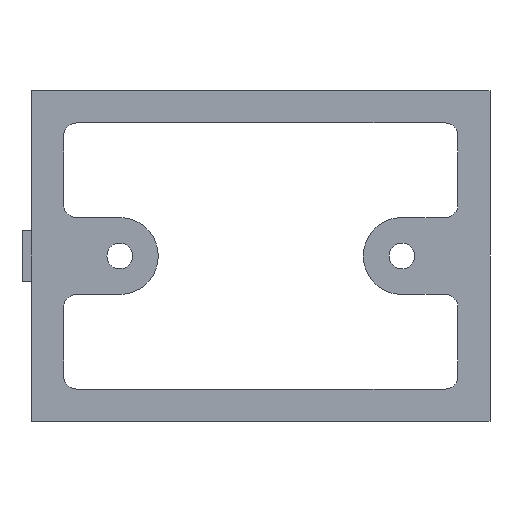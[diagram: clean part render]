
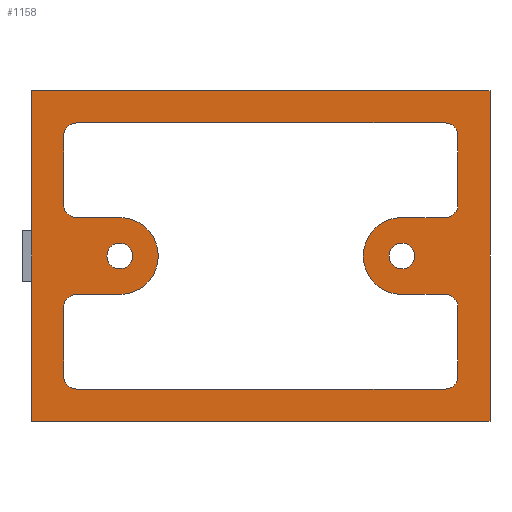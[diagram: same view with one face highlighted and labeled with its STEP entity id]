
A CAD part, front view. The second image highlights one B-rep face of the part: STEP entity #1158.
In plain terms, the highlighted planar face has unit normal (0, -1, 0).
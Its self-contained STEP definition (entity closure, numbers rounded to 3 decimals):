
#15=FACE_BOUND('',#184,.T.);
#16=FACE_BOUND('',#185,.T.);
#17=FACE_BOUND('',#186,.T.);
#27=CIRCLE('',#1214,2.);
#29=CIRCLE('',#1217,2.);
#31=CIRCLE('',#1220,6.);
#33=CIRCLE('',#1224,2.);
#35=CIRCLE('',#1228,2.);
#37=CIRCLE('',#1232,2.);
#39=CIRCLE('',#1236,2.);
#41=CIRCLE('',#1240,6.);
#43=CIRCLE('',#1244,2.);
#45=CIRCLE('',#1248,2.);
#47=CIRCLE('',#1252,2.);
#49=CIRCLE('',#1256,2.);
#122=FACE_OUTER_BOUND('',#183,.T.);
#183=EDGE_LOOP('',(#974,#975,#976,#977));
#184=EDGE_LOOP('',(#978));
#185=EDGE_LOOP('',(#979));
#186=EDGE_LOOP('',(#980,#981,#982,#983,#984,#985,#986,#987,#988,#989,#990,
#991,#992,#993,#994,#995,#996,#997,#998,#999));
#282=LINE('',#1764,#417);
#286=LINE('',#1776,#421);
#290=LINE('',#1788,#425);
#294=LINE('',#1800,#429);
#298=LINE('',#1812,#433);
#302=LINE('',#1824,#437);
#306=LINE('',#1836,#441);
#310=LINE('',#1848,#445);
#314=LINE('',#1860,#449);
#318=LINE('',#1871,#453);
#320=LINE('',#1876,#455);
#324=LINE('',#1884,#459);
#327=LINE('',#1890,#462);
#330=LINE('',#1895,#465);
#417=VECTOR('',#1438,10.);
#421=VECTOR('',#1450,10.);
#425=VECTOR('',#1462,10.);
#429=VECTOR('',#1474,10.);
#433=VECTOR('',#1486,10.);
#437=VECTOR('',#1498,10.);
#441=VECTOR('',#1510,10.);
#445=VECTOR('',#1522,10.);
#449=VECTOR('',#1534,10.);
#453=VECTOR('',#1546,10.);
#455=VECTOR('',#1550,10.);
#459=VECTOR('',#1556,10.);
#462=VECTOR('',#1561,10.);
#465=VECTOR('',#1566,10.);
#521=VERTEX_POINT('',#1742);
#523=VERTEX_POINT('',#1748);
#525=VERTEX_POINT('',#1754);
#526=VERTEX_POINT('',#1755);
#529=VERTEX_POINT('',#1763);
#531=VERTEX_POINT('',#1769);
#533=VERTEX_POINT('',#1775);
#535=VERTEX_POINT('',#1781);
#537=VERTEX_POINT('',#1787);
#539=VERTEX_POINT('',#1793);
#541=VERTEX_POINT('',#1799);
#543=VERTEX_POINT('',#1805);
#545=VERTEX_POINT('',#1811);
#547=VERTEX_POINT('',#1817);
#549=VERTEX_POINT('',#1823);
#551=VERTEX_POINT('',#1829);
#553=VERTEX_POINT('',#1835);
#555=VERTEX_POINT('',#1841);
#557=VERTEX_POINT('',#1847);
#559=VERTEX_POINT('',#1853);
#561=VERTEX_POINT('',#1859);
#563=VERTEX_POINT('',#1865);
#565=VERTEX_POINT('',#1874);
#566=VERTEX_POINT('',#1875);
#569=VERTEX_POINT('',#1883);
#571=VERTEX_POINT('',#1889);
#654=EDGE_CURVE('',#521,#521,#27,.T.);
#657=EDGE_CURVE('',#523,#523,#29,.T.);
#660=EDGE_CURVE('',#525,#526,#31,.T.);
#664=EDGE_CURVE('',#529,#525,#282,.T.);
#667=EDGE_CURVE('',#531,#529,#33,.T.);
#670=EDGE_CURVE('',#533,#531,#286,.T.);
#673=EDGE_CURVE('',#535,#533,#35,.T.);
#676=EDGE_CURVE('',#537,#535,#290,.T.);
#679=EDGE_CURVE('',#539,#537,#37,.T.);
#682=EDGE_CURVE('',#541,#539,#294,.T.);
#685=EDGE_CURVE('',#543,#541,#39,.T.);
#688=EDGE_CURVE('',#545,#543,#298,.T.);
#691=EDGE_CURVE('',#547,#545,#41,.T.);
#694=EDGE_CURVE('',#549,#547,#302,.T.);
#697=EDGE_CURVE('',#551,#549,#43,.T.);
#700=EDGE_CURVE('',#553,#551,#306,.T.);
#703=EDGE_CURVE('',#555,#553,#45,.T.);
#706=EDGE_CURVE('',#557,#555,#310,.T.);
#709=EDGE_CURVE('',#559,#557,#47,.T.);
#712=EDGE_CURVE('',#561,#559,#314,.T.);
#715=EDGE_CURVE('',#563,#561,#49,.T.);
#718=EDGE_CURVE('',#526,#563,#318,.T.);
#720=EDGE_CURVE('',#565,#566,#320,.T.);
#724=EDGE_CURVE('',#566,#569,#324,.T.);
#727=EDGE_CURVE('',#569,#571,#327,.T.);
#730=EDGE_CURVE('',#571,#565,#330,.T.);
#974=ORIENTED_EDGE('',*,*,#730,.T.);
#975=ORIENTED_EDGE('',*,*,#720,.T.);
#976=ORIENTED_EDGE('',*,*,#724,.T.);
#977=ORIENTED_EDGE('',*,*,#727,.T.);
#978=ORIENTED_EDGE('',*,*,#654,.T.);
#979=ORIENTED_EDGE('',*,*,#657,.T.);
#980=ORIENTED_EDGE('',*,*,#660,.T.);
#981=ORIENTED_EDGE('',*,*,#718,.T.);
#982=ORIENTED_EDGE('',*,*,#715,.T.);
#983=ORIENTED_EDGE('',*,*,#712,.T.);
#984=ORIENTED_EDGE('',*,*,#709,.T.);
#985=ORIENTED_EDGE('',*,*,#706,.T.);
#986=ORIENTED_EDGE('',*,*,#703,.T.);
#987=ORIENTED_EDGE('',*,*,#700,.T.);
#988=ORIENTED_EDGE('',*,*,#697,.T.);
#989=ORIENTED_EDGE('',*,*,#694,.T.);
#990=ORIENTED_EDGE('',*,*,#691,.T.);
#991=ORIENTED_EDGE('',*,*,#688,.T.);
#992=ORIENTED_EDGE('',*,*,#685,.T.);
#993=ORIENTED_EDGE('',*,*,#682,.T.);
#994=ORIENTED_EDGE('',*,*,#679,.T.);
#995=ORIENTED_EDGE('',*,*,#676,.T.);
#996=ORIENTED_EDGE('',*,*,#673,.T.);
#997=ORIENTED_EDGE('',*,*,#670,.T.);
#998=ORIENTED_EDGE('',*,*,#667,.T.);
#999=ORIENTED_EDGE('',*,*,#664,.T.);
#1097=PLANE('',#1263);
#1158=ADVANCED_FACE('',(#122,#15,#16,#17),#1097,.F.);
#1214=AXIS2_PLACEMENT_3D('',#1743,#1416,#1417);
#1217=AXIS2_PLACEMENT_3D('',#1749,#1423,#1424);
#1220=AXIS2_PLACEMENT_3D('',#1756,#1430,#1431);
#1224=AXIS2_PLACEMENT_3D('',#1770,#1443,#1444);
#1228=AXIS2_PLACEMENT_3D('',#1782,#1455,#1456);
#1232=AXIS2_PLACEMENT_3D('',#1794,#1467,#1468);
#1236=AXIS2_PLACEMENT_3D('',#1806,#1479,#1480);
#1240=AXIS2_PLACEMENT_3D('',#1818,#1491,#1492);
#1244=AXIS2_PLACEMENT_3D('',#1830,#1503,#1504);
#1248=AXIS2_PLACEMENT_3D('',#1842,#1515,#1516);
#1252=AXIS2_PLACEMENT_3D('',#1854,#1527,#1528);
#1256=AXIS2_PLACEMENT_3D('',#1866,#1539,#1540);
#1263=AXIS2_PLACEMENT_3D('',#1897,#1568,#1569);
#1416=DIRECTION('center_axis',(0.,1.,0.));
#1417=DIRECTION('ref_axis',(1.,0.,0.));
#1423=DIRECTION('center_axis',(0.,1.,0.));
#1424=DIRECTION('ref_axis',(1.,0.,0.));
#1430=DIRECTION('center_axis',(0.,-1.,0.));
#1431=DIRECTION('ref_axis',(1.,0.,0.));
#1438=DIRECTION('',(1.,0.,0.));
#1443=DIRECTION('center_axis',(0.,1.,0.));
#1444=DIRECTION('ref_axis',(-1.,0.,0.));
#1450=DIRECTION('',(0.,0.,1.));
#1455=DIRECTION('center_axis',(0.,1.,0.));
#1456=DIRECTION('ref_axis',(0.,0.,-1.));
#1462=DIRECTION('',(-1.,0.,0.));
#1467=DIRECTION('center_axis',(0.,1.,0.));
#1468=DIRECTION('ref_axis',(1.,0.,0.));
#1474=DIRECTION('',(0.,0.,-1.));
#1479=DIRECTION('center_axis',(0.,1.,0.));
#1480=DIRECTION('ref_axis',(0.,0.,1.));
#1486=DIRECTION('',(1.,0.,0.));
#1491=DIRECTION('center_axis',(0.,-1.,0.));
#1492=DIRECTION('ref_axis',(1.,0.,0.));
#1498=DIRECTION('',(-1.,0.,0.));
#1503=DIRECTION('center_axis',(0.,1.,0.));
#1504=DIRECTION('ref_axis',(1.,0.,0.));
#1510=DIRECTION('',(0.,0.,-1.));
#1515=DIRECTION('center_axis',(0.,1.,0.));
#1516=DIRECTION('ref_axis',(0.,0.,1.));
#1522=DIRECTION('',(1.,0.,0.));
#1527=DIRECTION('center_axis',(0.,1.,0.));
#1528=DIRECTION('ref_axis',(-1.,0.,0.));
#1534=DIRECTION('',(0.,0.,1.));
#1539=DIRECTION('center_axis',(0.,1.,0.));
#1540=DIRECTION('ref_axis',(0.,0.,-1.));
#1546=DIRECTION('',(-1.,0.,0.));
#1550=DIRECTION('',(0.,0.,-1.));
#1556=DIRECTION('',(1.,0.,0.));
#1561=DIRECTION('',(0.,0.,1.));
#1566=DIRECTION('',(-1.,0.,0.));
#1568=DIRECTION('center_axis',(0.,1.,0.));
#1569=DIRECTION('ref_axis',(0.,0.,1.));
#1742=CARTESIAN_POINT('',(20.,0.,0.));
#1743=CARTESIAN_POINT('Origin',(22.,0.,0.));
#1748=CARTESIAN_POINT('',(-24.,0.,0.));
#1749=CARTESIAN_POINT('Origin',(-22.,0.,0.));
#1754=CARTESIAN_POINT('',(-22.,0.,-6.));
#1755=CARTESIAN_POINT('',(-22.,0.,6.));
#1756=CARTESIAN_POINT('Origin',(-22.,0.,0.));
#1763=CARTESIAN_POINT('',(-28.75,0.,-6.));
#1764=CARTESIAN_POINT('',(-14.375,0.,-6.));
#1769=CARTESIAN_POINT('',(-30.75,0.,-8.));
#1770=CARTESIAN_POINT('Origin',(-28.75,0.,-8.));
#1775=CARTESIAN_POINT('',(-30.75,0.,-18.75));
#1776=CARTESIAN_POINT('',(-30.75,0.,-9.375));
#1781=CARTESIAN_POINT('',(-28.75,0.,-20.75));
#1782=CARTESIAN_POINT('Origin',(-28.75,0.,-18.75));
#1787=CARTESIAN_POINT('',(28.75,0.,-20.75));
#1788=CARTESIAN_POINT('',(14.375,0.,-20.75));
#1793=CARTESIAN_POINT('',(30.75,0.,-18.75));
#1794=CARTESIAN_POINT('Origin',(28.75,0.,-18.75));
#1799=CARTESIAN_POINT('',(30.75,0.,-8.));
#1800=CARTESIAN_POINT('',(30.75,0.,-4.));
#1805=CARTESIAN_POINT('',(28.75,0.,-6.));
#1806=CARTESIAN_POINT('Origin',(28.75,0.,-8.));
#1811=CARTESIAN_POINT('',(22.,0.,-6.));
#1812=CARTESIAN_POINT('',(11.,0.,-6.));
#1817=CARTESIAN_POINT('',(22.,0.,6.));
#1818=CARTESIAN_POINT('Origin',(22.,0.,0.));
#1823=CARTESIAN_POINT('',(28.75,0.,6.));
#1824=CARTESIAN_POINT('',(14.375,0.,6.));
#1829=CARTESIAN_POINT('',(30.75,0.,8.));
#1830=CARTESIAN_POINT('Origin',(28.75,0.,8.));
#1835=CARTESIAN_POINT('',(30.75,0.,18.75));
#1836=CARTESIAN_POINT('',(30.75,0.,9.375));
#1841=CARTESIAN_POINT('',(28.75,0.,20.75));
#1842=CARTESIAN_POINT('Origin',(28.75,0.,18.75));
#1847=CARTESIAN_POINT('',(-28.75,0.,20.75));
#1848=CARTESIAN_POINT('',(-14.375,0.,20.75));
#1853=CARTESIAN_POINT('',(-30.75,0.,18.75));
#1854=CARTESIAN_POINT('Origin',(-28.75,0.,18.75));
#1859=CARTESIAN_POINT('',(-30.75,0.,8.));
#1860=CARTESIAN_POINT('',(-30.75,0.,4.));
#1865=CARTESIAN_POINT('',(-28.75,0.,6.));
#1866=CARTESIAN_POINT('Origin',(-28.75,0.,8.));
#1871=CARTESIAN_POINT('',(-11.,0.,6.));
#1874=CARTESIAN_POINT('',(-35.75,0.,25.75));
#1875=CARTESIAN_POINT('',(-35.75,0.,-25.75));
#1876=CARTESIAN_POINT('',(-35.75,0.,25.75));
#1883=CARTESIAN_POINT('',(35.75,0.,-25.75));
#1884=CARTESIAN_POINT('',(-35.75,0.,-25.75));
#1889=CARTESIAN_POINT('',(35.75,0.,25.75));
#1890=CARTESIAN_POINT('',(35.75,0.,-25.75));
#1895=CARTESIAN_POINT('',(35.75,0.,25.75));
#1897=CARTESIAN_POINT('Origin',(0.,0.,0.));
